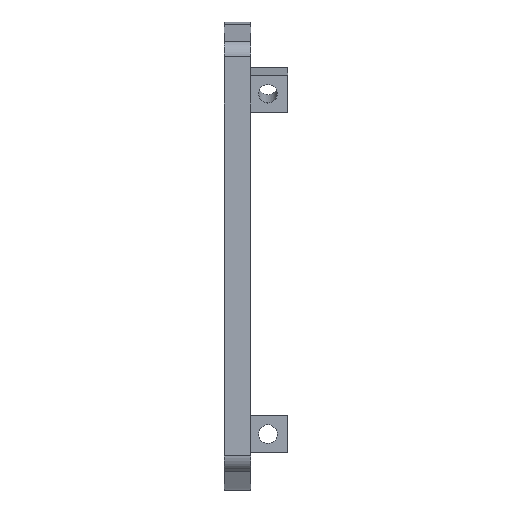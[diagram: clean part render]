
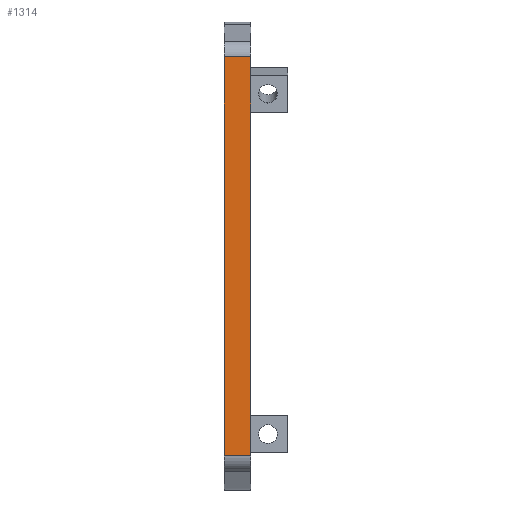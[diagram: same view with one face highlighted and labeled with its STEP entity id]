
A CAD part, left-side view. The second image highlights one B-rep face of the part: STEP entity #1314.
In plain terms, the highlighted planar face has unit normal (-1, 0, 0).
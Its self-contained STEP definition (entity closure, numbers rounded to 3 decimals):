
#70=PLANE('',#1477);
#172=FACE_OUTER_BOUND('',#269,.T.);
#269=EDGE_LOOP('',(#1116,#1117,#1118,#1119));
#358=LINE('',#2116,#468);
#388=LINE('',#2187,#498);
#389=LINE('',#2190,#499);
#390=LINE('',#2191,#500);
#468=VECTOR('',#1748,10.);
#498=VECTOR('',#1804,10.);
#499=VECTOR('',#1807,10.);
#500=VECTOR('',#1808,10.);
#675=VERTEX_POINT('',#2113);
#676=VERTEX_POINT('',#2115);
#704=VERTEX_POINT('',#2185);
#705=VERTEX_POINT('',#2189);
#824=EDGE_CURVE('',#675,#676,#358,.T.);
#860=EDGE_CURVE('',#704,#675,#388,.T.);
#861=EDGE_CURVE('',#705,#704,#389,.T.);
#862=EDGE_CURVE('',#676,#705,#390,.T.);
#1116=ORIENTED_EDGE('',*,*,#860,.F.);
#1117=ORIENTED_EDGE('',*,*,#861,.F.);
#1118=ORIENTED_EDGE('',*,*,#862,.F.);
#1119=ORIENTED_EDGE('',*,*,#824,.F.);
#1314=ADVANCED_FACE('',(#172),#70,.T.);
#1477=AXIS2_PLACEMENT_3D('',#2188,#1805,#1806);
#1748=DIRECTION('',(0.,0.,-1.));
#1804=DIRECTION('',(0.,-1.,0.));
#1805=DIRECTION('center_axis',(-1.,0.,0.));
#1806=DIRECTION('ref_axis',(0.,0.,-1.));
#1807=DIRECTION('',(0.,0.,1.));
#1808=DIRECTION('',(0.,1.,0.));
#2113=CARTESIAN_POINT('',(-137.035,0.,231.367));
#2115=CARTESIAN_POINT('',(-137.035,0.,156.391));
#2116=CARTESIAN_POINT('',(-137.035,0.,213.832));
#2185=CARTESIAN_POINT('',(-137.035,5.,231.367));
#2187=CARTESIAN_POINT('',(-137.035,2.5,231.367));
#2188=CARTESIAN_POINT('Origin',(-137.035,5.,233.732));
#2189=CARTESIAN_POINT('',(-137.035,5.,156.391));
#2190=CARTESIAN_POINT('',(-137.035,5.,153.932));
#2191=CARTESIAN_POINT('',(-137.035,2.5,156.391));
